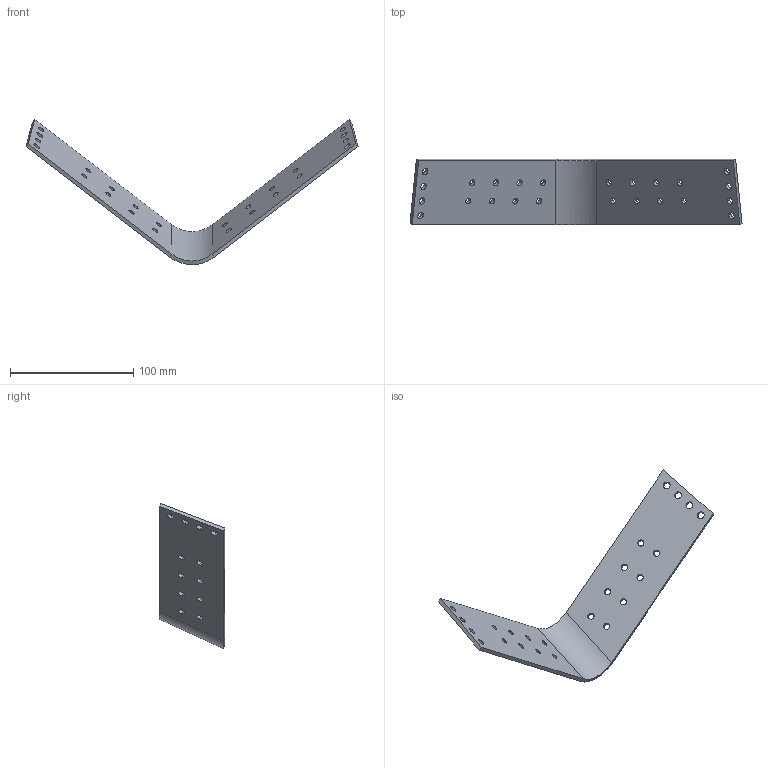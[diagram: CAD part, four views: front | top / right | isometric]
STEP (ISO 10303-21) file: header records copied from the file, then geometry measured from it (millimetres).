
FILE_DESCRIPTION (( 'STEP AP203' ), '1' );
FILE_NAME ('Front Wedge One Bend.STEP', '2023-06-29T02:31:54', ( '' ), ( '' ), 'SwSTEP 2.0', 'SolidWorks 2021', '' );
FILE_SCHEMA (( 'CONFIG_CONTROL_DESIGN' ));
Length unit declared in the file: inch
Products named in the file (1): Front Wedge One Bend
Bounding box: 269.69 x 53.47 x 118.03 mm (x, y, z)
Volume: 55716.4 mm3; surface area: 38773.1 mm2
Topology: 1 solids, 1 shells, 62 faces, 172 edges, 112 vertices
Faces by surface type: cylinder 50, plane 10, bspline 2
Entity records: 2249 total; most frequent: CARTESIAN_POINT 413, DIRECTION 386, ORIENTED_EDGE 344, EDGE_CURVE 172, AXIS2_PLACEMENT_3D 157, VERTEX_POINT 112, EDGE_LOOP 110, CIRCLE 96
